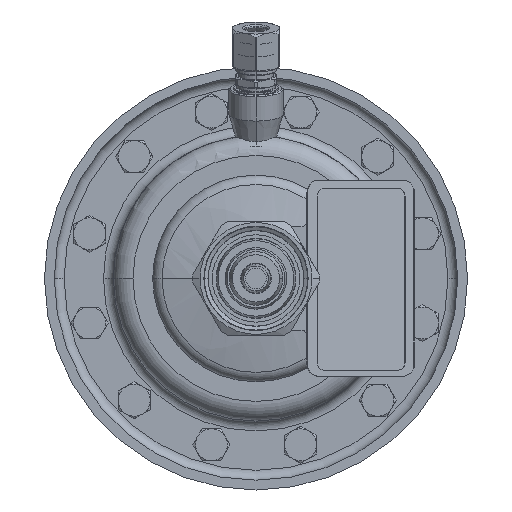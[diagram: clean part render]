
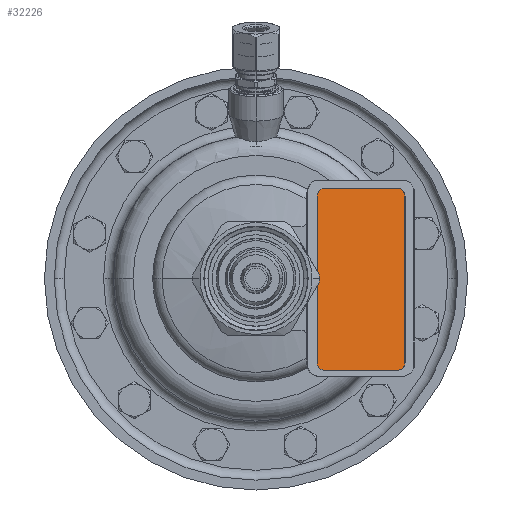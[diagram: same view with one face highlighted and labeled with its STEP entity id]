
A CAD part, front view. The second image highlights one B-rep face of the part: STEP entity #32226.
In plain terms, the highlighted face is planar.
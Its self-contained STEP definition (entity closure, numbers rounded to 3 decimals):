
#32007=CARTESIAN_POINT('',(-104.895,17.045,0.2));
#32008=DIRECTION('',(0.,0.,-1.));
#32009=DIRECTION('',(-1.,0.,0.));
#32010=AXIS2_PLACEMENT_3D('',#32007,#32008,#32009);
#32012=DIRECTION('',(1.,0.,0.));
#32013=VECTOR('',#32012,67.6);
#32014=CARTESIAN_POINT('',(-104.895,20.245,0.2));
#32015=LINE('',#32014,#32013);
#32016=CARTESIAN_POINT('',(-37.295,17.045,0.2));
#32017=DIRECTION('',(0.,0.,-1.));
#32018=DIRECTION('',(0.,1.,0.));
#32019=AXIS2_PLACEMENT_3D('',#32016,#32017,#32018);
#32021=DIRECTION('',(0.,-1.,0.));
#32022=VECTOR('',#32021,30.6);
#32023=CARTESIAN_POINT('',(-34.095,17.045,0.2));
#32024=LINE('',#32023,#32022);
#32025=CARTESIAN_POINT('',(-37.295,-13.555,0.2));
#32026=DIRECTION('',(0.,0.,-1.));
#32027=DIRECTION('',(1.,0.,0.));
#32028=AXIS2_PLACEMENT_3D('',#32025,#32026,#32027);
#32030=DIRECTION('',(-1.,0.,0.));
#32031=VECTOR('',#32030,67.6);
#32032=CARTESIAN_POINT('',(-37.295,-16.755,0.2));
#32033=LINE('',#32032,#32031);
#32034=CARTESIAN_POINT('',(-104.895,-13.555,0.2));
#32035=DIRECTION('',(0.,0.,-1.));
#32036=DIRECTION('',(0.,-1.,0.));
#32037=AXIS2_PLACEMENT_3D('',#32034,#32035,#32036);
#32039=DIRECTION('',(0.,1.,0.));
#32040=VECTOR('',#32039,30.6);
#32041=CARTESIAN_POINT('',(-108.095,-13.555,0.2));
#32042=LINE('',#32041,#32040);
#32059=CARTESIAN_POINT('',(-104.895,20.245,0.2));
#32060=VERTEX_POINT('',#32059);
#32061=CARTESIAN_POINT('',(-108.095,17.045,0.2));
#32062=VERTEX_POINT('',#32061);
#32063=CARTESIAN_POINT('',(-37.295,20.245,0.2));
#32064=VERTEX_POINT('',#32063);
#32065=CARTESIAN_POINT('',(-34.095,17.045,0.2));
#32066=VERTEX_POINT('',#32065);
#32067=CARTESIAN_POINT('',(-34.095,-13.555,0.2));
#32068=VERTEX_POINT('',#32067);
#32069=CARTESIAN_POINT('',(-37.295,-16.755,0.2));
#32070=VERTEX_POINT('',#32069);
#32071=CARTESIAN_POINT('',(-104.895,-16.755,0.2));
#32072=VERTEX_POINT('',#32071);
#32073=CARTESIAN_POINT('',(-108.095,-13.555,0.2));
#32074=VERTEX_POINT('',#32073);
#32211=CARTESIAN_POINT('',(0.,0.,0.2));
#32212=DIRECTION('',(0.,0.,1.));
#32213=DIRECTION('',(1.,0.,0.));
#32214=AXIS2_PLACEMENT_3D('',#32211,#32212,#32213);
#32215=PLANE('',#32214);
#32216=ORIENTED_EDGE('',*,*,#32107,.T.);
#32217=ORIENTED_EDGE('',*,*,#32122,.T.);
#32218=ORIENTED_EDGE('',*,*,#32136,.T.);
#32219=ORIENTED_EDGE('',*,*,#32150,.T.);
#32220=ORIENTED_EDGE('',*,*,#32164,.T.);
#32221=ORIENTED_EDGE('',*,*,#32178,.T.);
#32222=ORIENTED_EDGE('',*,*,#32192,.T.);
#32223=ORIENTED_EDGE('',*,*,#32205,.T.);
#32224=EDGE_LOOP('',(#32216,#32217,#32218,#32219,#32220,#32221,#32222,#32223));
#32225=FACE_OUTER_BOUND('',#32224,.F.);
#32226=ADVANCED_FACE('',(#32225),#32215,.T.);
#32011=CIRCLE('',#32010,3.2);
#32020=CIRCLE('',#32019,3.2);
#32029=CIRCLE('',#32028,3.2);
#32038=CIRCLE('',#32037,3.2);
#32107=EDGE_CURVE('',#32062,#32060,#32011,.T.);
#32122=EDGE_CURVE('',#32060,#32064,#32015,.T.);
#32136=EDGE_CURVE('',#32064,#32066,#32020,.T.);
#32150=EDGE_CURVE('',#32066,#32068,#32024,.T.);
#32164=EDGE_CURVE('',#32068,#32070,#32029,.T.);
#32178=EDGE_CURVE('',#32070,#32072,#32033,.T.);
#32192=EDGE_CURVE('',#32072,#32074,#32038,.T.);
#32205=EDGE_CURVE('',#32074,#32062,#32042,.T.);
